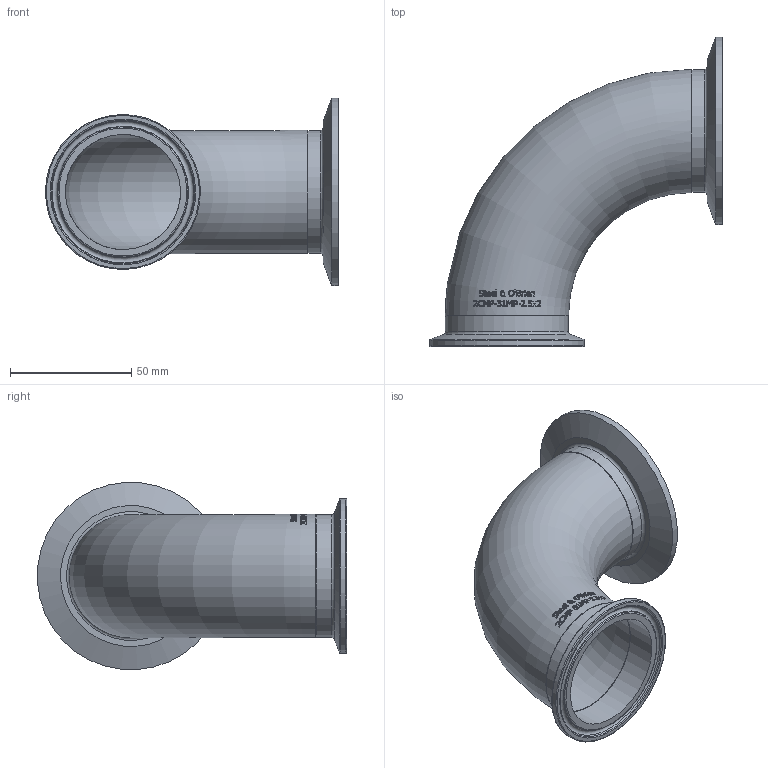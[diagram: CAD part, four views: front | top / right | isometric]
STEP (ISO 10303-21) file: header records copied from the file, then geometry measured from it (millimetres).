
FILE_DESCRIPTION(/* description */ (''),/* implementation_level */ '2;1');
FILE_NAME(/* name */ '2CMP-31MP-2.5X2.stp',/* time_stamp */ '2022-02-22T17:26:04-05:00',/* author */ ('rick'),/* organization */ (''),/* preprocessor_version */ 'ST-DEVELOPER v18.1',/* originating_system */ 'Autodesk Inventor 2020',/* authorisation */ '');
FILE_SCHEMA (('AUTOMOTIVE_DESIGN { 1 0 10303 214 3 1 1 }'));
Length unit declared in the file: inch
Products named in the file (1): 2CMP-31MP-2.5X2
Bounding box: 120.82 x 127.5 x 77.2 mm (x, y, z)
Volume: 53622.2 mm3; surface area: 53269.5 mm2
Topology: 1 solids, 1 shells, 486 faces, 1350 edges, 912 vertices
Faces by surface type: bspline 217, plane 202, torus 55, cylinder 6, cone 6
Full cylindrical faces by diameter (mm): 47.498 x2, 50.8 x2, 63.906 x1, 77.394 x1
Entity records: 20450 total; most frequent: CARTESIAN_POINT 10010, ORIENTED_EDGE 2700, EDGE_CURVE 1350, DIRECTION 1178, VERTEX_POINT 912, B_SPLINE_CURVE_WITH_KNOTS 820, EDGE_LOOP 534, FACE_OUTER_BOUND 486
